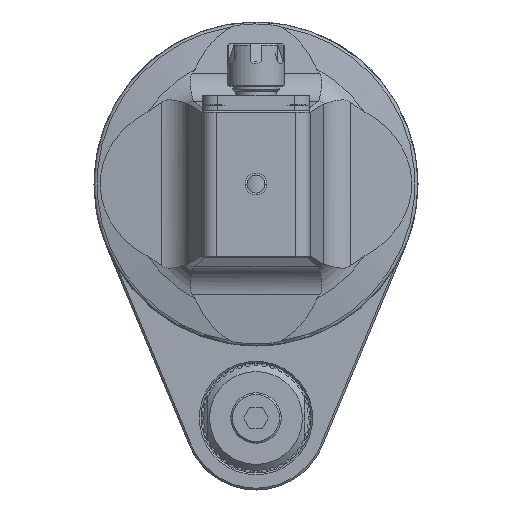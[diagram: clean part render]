
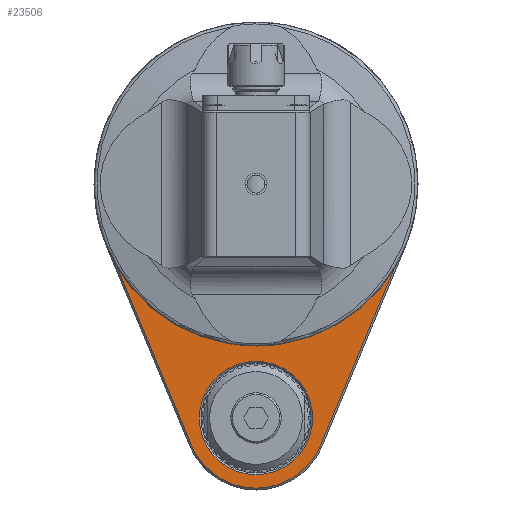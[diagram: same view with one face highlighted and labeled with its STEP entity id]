
A CAD part, front view. The second image highlights one B-rep face of the part: STEP entity #23506.
In plain terms, the highlighted planar face has unit normal (0, -1, 0).
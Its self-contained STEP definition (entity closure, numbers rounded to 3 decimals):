
#893=LINE('',#35879,#3022);
#904=LINE('',#35908,#3033);
#905=LINE('',#35910,#3034);
#906=LINE('',#35914,#3035);
#907=LINE('',#35918,#3036);
#908=LINE('',#35922,#3037);
#909=LINE('',#35924,#3038);
#910=LINE('',#35927,#3039);
#3022=VECTOR('',#27873,10.);
#3033=VECTOR('',#27894,10.);
#3034=VECTOR('',#27895,10.);
#3035=VECTOR('',#27898,10.);
#3036=VECTOR('',#27901,10.);
#3037=VECTOR('',#27904,10.);
#3038=VECTOR('',#27905,10.);
#3039=VECTOR('',#27908,10.);
#5334=FACE_BOUND('',#6996,.T.);
#5566=FACE_OUTER_BOUND('',#6995,.T.);
#6995=EDGE_LOOP('',(#15899,#15900,#15901,#15902,#15903,#15904,#15905,#15906,
#15907,#15908,#15909,#15910,#15911,#15912));
#6996=EDGE_LOOP('',(#15913));
#8589=CIRCLE('',#25075,40.5);
#8590=CIRCLE('',#25076,44.5);
#8591=CIRCLE('',#25077,44.501);
#8592=CIRCLE('',#25078,19.5);
#8593=CIRCLE('',#25079,44.501);
#8594=CIRCLE('',#25080,44.5);
#8595=CIRCLE('',#25081,15.75);
#9678=VERTEX_POINT('',#35877);
#9679=VERTEX_POINT('',#35878);
#9690=VERTEX_POINT('',#35903);
#9691=VERTEX_POINT('',#35905);
#9692=VERTEX_POINT('',#35907);
#9693=VERTEX_POINT('',#35909);
#9694=VERTEX_POINT('',#35911);
#9695=VERTEX_POINT('',#35913);
#9696=VERTEX_POINT('',#35915);
#9697=VERTEX_POINT('',#35917);
#9698=VERTEX_POINT('',#35919);
#9699=VERTEX_POINT('',#35921);
#9700=VERTEX_POINT('',#35923);
#9701=VERTEX_POINT('',#35925);
#9702=VERTEX_POINT('',#35928);
#12090=EDGE_CURVE('',#9678,#9679,#893,.T.);
#12103=EDGE_CURVE('',#9679,#9690,#8589,.T.);
#12104=EDGE_CURVE('',#9678,#9691,#8590,.T.);
#12105=EDGE_CURVE('',#9691,#9692,#904,.T.);
#12106=EDGE_CURVE('',#9692,#9693,#905,.T.);
#12107=EDGE_CURVE('',#9693,#9694,#8591,.T.);
#12108=EDGE_CURVE('',#9694,#9695,#906,.T.);
#12109=EDGE_CURVE('',#9695,#9696,#8592,.T.);
#12110=EDGE_CURVE('',#9696,#9697,#907,.T.);
#12111=EDGE_CURVE('',#9697,#9698,#8593,.T.);
#12112=EDGE_CURVE('',#9699,#9698,#908,.T.);
#12113=EDGE_CURVE('',#9700,#9699,#909,.T.);
#12114=EDGE_CURVE('',#9700,#9701,#8594,.T.);
#12115=EDGE_CURVE('',#9701,#9690,#910,.T.);
#12116=EDGE_CURVE('',#9702,#9702,#8595,.T.);
#15899=ORIENTED_EDGE('',*,*,#12103,.F.);
#15900=ORIENTED_EDGE('',*,*,#12090,.F.);
#15901=ORIENTED_EDGE('',*,*,#12104,.T.);
#15902=ORIENTED_EDGE('',*,*,#12105,.T.);
#15903=ORIENTED_EDGE('',*,*,#12106,.T.);
#15904=ORIENTED_EDGE('',*,*,#12107,.T.);
#15905=ORIENTED_EDGE('',*,*,#12108,.T.);
#15906=ORIENTED_EDGE('',*,*,#12109,.T.);
#15907=ORIENTED_EDGE('',*,*,#12110,.T.);
#15908=ORIENTED_EDGE('',*,*,#12111,.T.);
#15909=ORIENTED_EDGE('',*,*,#12112,.F.);
#15910=ORIENTED_EDGE('',*,*,#12113,.F.);
#15911=ORIENTED_EDGE('',*,*,#12114,.T.);
#15912=ORIENTED_EDGE('',*,*,#12115,.T.);
#15913=ORIENTED_EDGE('',*,*,#12116,.T.);
#22640=PLANE('',#25074);
#23506=ADVANCED_FACE('',(#5566,#5334),#22640,.F.);
#25074=AXIS2_PLACEMENT_3D('',#35902,#27888,#27889);
#25075=AXIS2_PLACEMENT_3D('',#35904,#27890,#27891);
#25076=AXIS2_PLACEMENT_3D('',#35906,#27892,#27893);
#25077=AXIS2_PLACEMENT_3D('',#35912,#27896,#27897);
#25078=AXIS2_PLACEMENT_3D('',#35916,#27899,#27900);
#25079=AXIS2_PLACEMENT_3D('',#35920,#27902,#27903);
#25080=AXIS2_PLACEMENT_3D('',#35926,#27906,#27907);
#25081=AXIS2_PLACEMENT_3D('',#35929,#27909,#27910);
#27873=DIRECTION('',(0.,0.,-1.));
#27888=DIRECTION('center_axis',(0.,1.,0.));
#27889=DIRECTION('ref_axis',(1.,0.,0.));
#27890=DIRECTION('center_axis',(0.,-1.,0.));
#27891=DIRECTION('ref_axis',(-0.019,0.,1.));
#27892=DIRECTION('center_axis',(0.,-1.,0.));
#27893=DIRECTION('ref_axis',(-0.017,0.,1.));
#27894=DIRECTION('',(0.707,0.,-0.707));
#27895=DIRECTION('',(-0.707,0.,-0.707));
#27896=DIRECTION('center_axis',(0.,-1.,0.));
#27897=DIRECTION('ref_axis',(-1.,0.,-0.011));
#27898=DIRECTION('',(0.385,0.,-0.923));
#27899=DIRECTION('center_axis',(0.,-1.,0.));
#27900=DIRECTION('ref_axis',(-0.923,0.,-0.385));
#27901=DIRECTION('',(0.385,0.,0.923));
#27902=DIRECTION('center_axis',(0.,-1.,0.));
#27903=DIRECTION('ref_axis',(0.923,0.,-0.385));
#27904=DIRECTION('',(0.707,0.,-0.707));
#27905=DIRECTION('',(-0.707,0.,-0.707));
#27906=DIRECTION('center_axis',(0.,-1.,0.));
#27907=DIRECTION('ref_axis',(1.,0.,0.011));
#27908=DIRECTION('',(0.,0.,-1.));
#27909=DIRECTION('center_axis',(0.,1.,0.));
#27910=DIRECTION('ref_axis',(-1.,0.,0.));
#35877=CARTESIAN_POINT('',(-0.75,147.,44.494));
#35878=CARTESIAN_POINT('',(-0.75,147.,40.493));
#35879=CARTESIAN_POINT('',(-0.75,147.,23.502));
#35902=CARTESIAN_POINT('Origin',(0.,147.,0.));
#35903=CARTESIAN_POINT('',(0.75,147.,40.493));
#35904=CARTESIAN_POINT('Origin',(0.,147.,0.));
#35905=CARTESIAN_POINT('',(-44.497,147.,0.497));
#35906=CARTESIAN_POINT('Origin',(0.,147.,0.));
#35907=CARTESIAN_POINT('',(-44.,147.,0.));
#35908=CARTESIAN_POINT('',(-33.5,147.,-10.5));
#35909=CARTESIAN_POINT('',(-44.498,147.,-0.498));
#35910=CARTESIAN_POINT('',(-33.,147.,11.));
#35911=CARTESIAN_POINT('',(-41.077,147.,-17.115));
#35912=CARTESIAN_POINT('Origin',(0.,147.,0.));
#35913=CARTESIAN_POINT('',(-18.,147.,-72.5));
#35914=CARTESIAN_POINT('',(-35.308,147.,-30.961));
#35915=CARTESIAN_POINT('',(18.,147.,-72.5));
#35916=CARTESIAN_POINT('Origin',(0.,147.,-65.));
#35917=CARTESIAN_POINT('',(41.077,147.,-17.115));
#35918=CARTESIAN_POINT('',(35.308,147.,-30.961));
#35919=CARTESIAN_POINT('',(44.498,147.,-0.498));
#35920=CARTESIAN_POINT('Origin',(0.,147.,0.));
#35921=CARTESIAN_POINT('',(44.,147.,0.));
#35922=CARTESIAN_POINT('',(33.,147.,11.));
#35923=CARTESIAN_POINT('',(44.497,147.,0.497));
#35924=CARTESIAN_POINT('',(33.5,147.,-10.5));
#35925=CARTESIAN_POINT('',(0.75,147.,44.494));
#35926=CARTESIAN_POINT('Origin',(0.,147.,0.));
#35927=CARTESIAN_POINT('',(0.75,147.,11.655));
#35928=CARTESIAN_POINT('',(0.,147.,-80.75));
#35929=CARTESIAN_POINT('Origin',(0.,147.,-65.));
